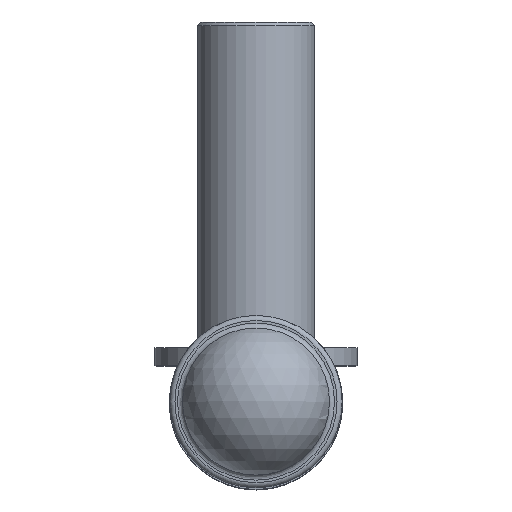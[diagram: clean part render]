
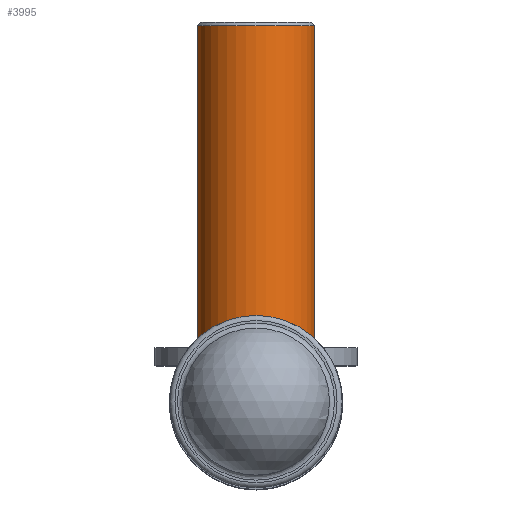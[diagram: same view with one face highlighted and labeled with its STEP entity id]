
A CAD part, top view. The second image highlights one B-rep face of the part: STEP entity #3995.
In plain terms, the highlighted cylindrical face has radius 8.1 mm (diameter 16.2 mm), a full revolution.
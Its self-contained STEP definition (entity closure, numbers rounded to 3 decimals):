
#81 = ORIENTED_EDGE ( 'NONE', *, *, #8151, .F. ) ;
#1013 = EDGE_LOOP ( 'NONE', ( #13722 ) ) ;
#1239 = DIRECTION ( 'NONE',  ( 0., 0., 1. ) ) ;
#1868 = AXIS2_PLACEMENT_3D ( 'NONE', #10578, #12774, #6006 ) ;
#2186 = DIRECTION ( 'NONE',  ( 0., 0., -1. ) ) ;
#3320 = CARTESIAN_POINT ( 'NONE',  ( 0., 7.7, -69.1 ) ) ;
#3995 = ADVANCED_FACE ( 'NONE', ( #5620, #13265 ), #4878, .T. ) ;
#4160 = AXIS2_PLACEMENT_3D ( 'NONE', #8248, #8364, #1239 ) ;
#4878 = CYLINDRICAL_SURFACE ( 'NONE', #14397, 8.1 ) ;
#5620 = FACE_OUTER_BOUND ( 'NONE', #1013, .T. ) ;
#6006 = DIRECTION ( 'NONE',  ( 0., 0., -1. ) ) ;
#6820 = DIRECTION ( 'NONE',  ( 0., -1., 0. ) ) ;
#7443 = CIRCLE ( 'NONE', #4160, 8.1 ) ;
#8151 = EDGE_CURVE ( 'NONE', #10482, #10482, #10749, .T. ) ;
#8248 = CARTESIAN_POINT ( 'NONE',  ( 0., 52.2, -61. ) ) ;
#8364 = DIRECTION ( 'NONE',  ( 0., -1., 0. ) ) ;
#10304 = VERTEX_POINT ( 'NONE', #11660 ) ;
#10482 = VERTEX_POINT ( 'NONE', #3320 ) ;
#10578 = CARTESIAN_POINT ( 'NONE',  ( 0., 7.7, -61. ) ) ;
#10749 = CIRCLE ( 'NONE', #1868, 8.1 ) ;
#11090 = EDGE_CURVE ( 'NONE', #10304, #10304, #7443, .T. ) ;
#11205 = EDGE_LOOP ( 'NONE', ( #81 ) ) ;
#11371 = CARTESIAN_POINT ( 'NONE',  ( 0., 0., -61. ) ) ;
#11660 = CARTESIAN_POINT ( 'NONE',  ( 0., 52.2, -52.9 ) ) ;
#12774 = DIRECTION ( 'NONE',  ( 0., -1., 0. ) ) ;
#13265 = FACE_OUTER_BOUND ( 'NONE', #11205, .T. ) ;
#13722 = ORIENTED_EDGE ( 'NONE', *, *, #11090, .T. ) ;
#14397 = AXIS2_PLACEMENT_3D ( 'NONE', #11371, #6820, #2186 ) ;
